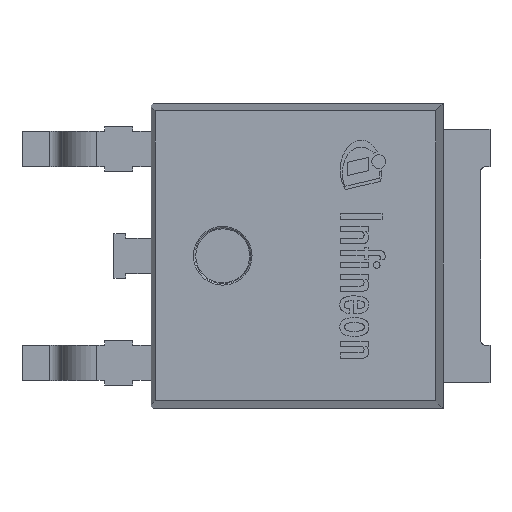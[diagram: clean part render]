
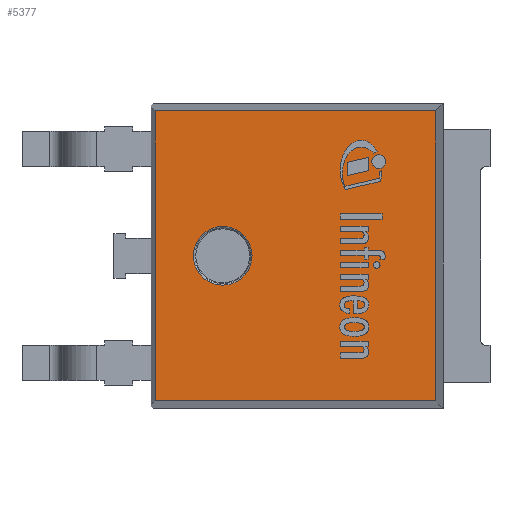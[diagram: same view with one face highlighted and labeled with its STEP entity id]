
A CAD part, top view. The second image highlights one B-rep face of the part: STEP entity #5377.
In plain terms, the highlighted planar face has unit normal (0, 0, 1).
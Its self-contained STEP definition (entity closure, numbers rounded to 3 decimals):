
#190=FACE_BOUND('',#708,.T.);
#398=FACE_OUTER_BOUND('',#707,.T.);
#707=EDGE_LOOP('',(#4504,#4505,#4506,#4507));
#708=EDGE_LOOP('',(#4508));
#1109=LINE('',#8810,#1635);
#1110=LINE('',#8812,#1636);
#1111=LINE('',#8814,#1637);
#1112=LINE('',#8815,#1638);
#1635=VECTOR('',#7239,1.);
#1636=VECTOR('',#7240,1.);
#1637=VECTOR('',#7241,1.);
#1638=VECTOR('',#7242,1.);
#2091=CIRCLE('',#5928,0.625);
#2477=VERTEX_POINT('',#8802);
#2479=VERTEX_POINT('',#8808);
#2480=VERTEX_POINT('',#8809);
#2481=VERTEX_POINT('',#8811);
#2482=VERTEX_POINT('',#8813);
#3180=EDGE_CURVE('',#2477,#2477,#2091,.T.);
#3182=EDGE_CURVE('',#2479,#2480,#1109,.T.);
#3183=EDGE_CURVE('',#2481,#2480,#1110,.T.);
#3184=EDGE_CURVE('',#2481,#2482,#1111,.T.);
#3185=EDGE_CURVE('',#2482,#2479,#1112,.T.);
#4504=ORIENTED_EDGE('',*,*,#3182,.T.);
#4505=ORIENTED_EDGE('',*,*,#3183,.F.);
#4506=ORIENTED_EDGE('',*,*,#3184,.T.);
#4507=ORIENTED_EDGE('',*,*,#3185,.T.);
#4508=ORIENTED_EDGE('',*,*,#3180,.F.);
#5089=PLANE('',#5931);
#5377=ADVANCED_FACE('',(#398,#190),#5089,.T.);
#5928=AXIS2_PLACEMENT_3D('',#8803,#7231,#7232);
#5931=AXIS2_PLACEMENT_3D('',#8807,#7237,#7238);
#7231=DIRECTION('center_axis',(0.,0.,1.));
#7232=DIRECTION('ref_axis',(0.,1.,0.));
#7237=DIRECTION('center_axis',(0.,0.,1.));
#7238=DIRECTION('ref_axis',(0.,-1.,0.));
#7239=DIRECTION('',(-1.,0.,0.));
#7240=DIRECTION('',(0.,1.,0.));
#7241=DIRECTION('',(1.,0.,0.));
#7242=DIRECTION('',(0.,1.,0.));
#8802=CARTESIAN_POINT('',(-0.71,-0.625,2.35));
#8803=CARTESIAN_POINT('Origin',(-0.71,0.,
2.35));
#8807=CARTESIAN_POINT('Origin',(3.83,-3.25,2.35));
#8808=CARTESIAN_POINT('',(3.83,3.09,2.35));
#8809=CARTESIAN_POINT('',(-2.149,3.09,2.35));
#8810=CARTESIAN_POINT('',(4.01,3.09,2.35));
#8811=CARTESIAN_POINT('',(-2.149,-3.09,2.35));
#8812=CARTESIAN_POINT('',(-2.149,-3.25,2.35));
#8813=CARTESIAN_POINT('',(3.83,-3.09,2.35));
#8814=CARTESIAN_POINT('',(4.01,-3.09,2.35));
#8815=CARTESIAN_POINT('',(3.83,-3.25,2.35));
